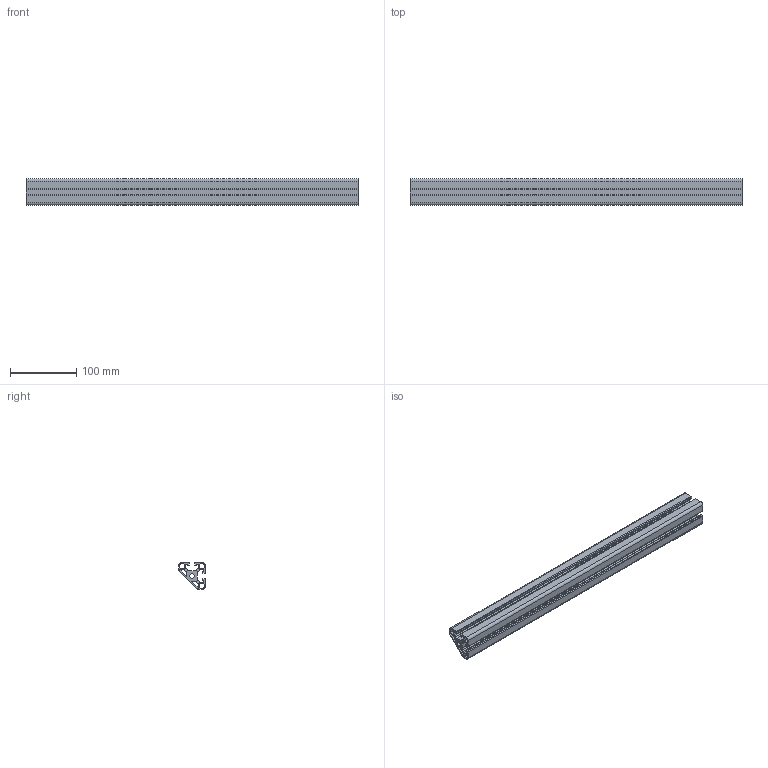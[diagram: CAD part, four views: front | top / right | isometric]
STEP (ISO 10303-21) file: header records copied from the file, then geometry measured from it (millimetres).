
FILE_DESCRIPTION (( 'STEP AP214' ), '1' );
FILE_NAME ('RP1210 8 40x40 Light 45°.STEP', '2026-02-13T09:12:36', ( '' ), ( '' ), 'SwSTEP 2.0', 'SolidWorks 2026', '' );
FILE_SCHEMA (( 'AUTOMOTIVE_DESIGN' ));
Length unit declared in the file: millimetre
Products named in the file (1): RP1210 8 40x40 Light 45°
Bounding box: 500 x 40 x 40 mm (x, y, z)
Volume: 282562.7 mm3; surface area: 197171.4 mm2
Topology: 1 solids, 1 shells, 110 faces, 324 edges, 216 vertices
Faces by surface type: cylinder 55, plane 55
Entity records: 3745 total; most frequent: DIRECTION 656, CARTESIAN_POINT 651, ORIENTED_EDGE 648, EDGE_CURVE 324, AXIS2_PLACEMENT_3D 221, VERTEX_POINT 216, LINE 214, VECTOR 214
